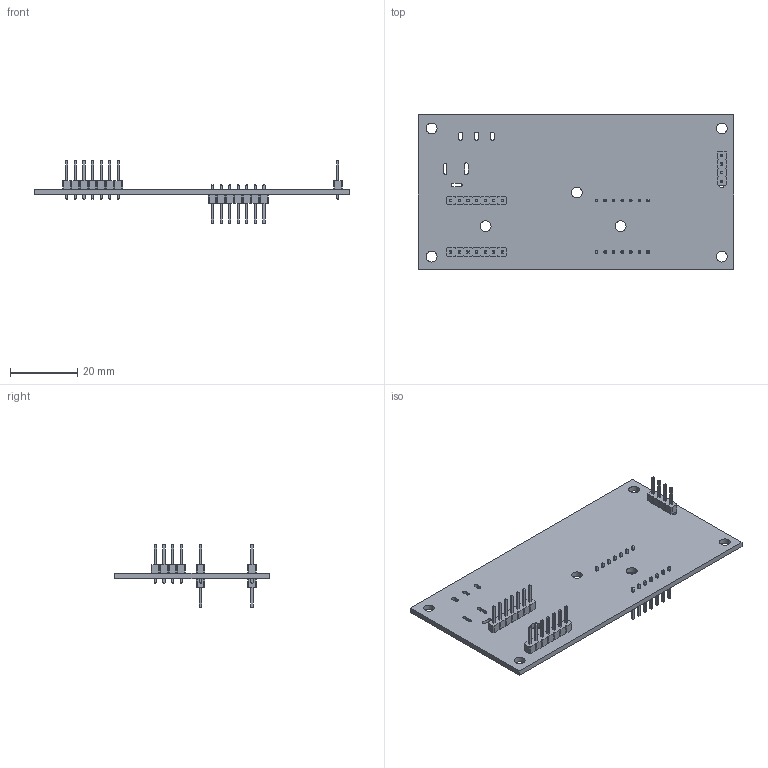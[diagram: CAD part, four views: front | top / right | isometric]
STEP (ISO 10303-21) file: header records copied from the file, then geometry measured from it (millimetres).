
FILE_DESCRIPTION(('KiCad electronic assembly'),'2;1');
FILE_NAME('test_jig.STEP','2023-01-31T22:10:46',('Pcbnew'),('Kicad'), 'Open CASCADE STEP processor 7.6','KiCad to STEP converter','Unknown' );
FILE_SCHEMA(('AUTOMOTIVE_DESIGN { 1 0 10303 214 1 1 1 1 }'));
Length unit declared in the file: millimetre
Products named in the file (6): test_jig 1; PinHeader_1x07_P2.54mm_Vertical; SOLID; PinHeader_1x04_P2.54mm_Vertical; test_jig PCB
Assembly tree (8 placements, depth 3):
  test_jig 1
    PinHeader_1x07_P2.54mm_Vertical  x4
      SOLID
    PinHeader_1x04_P2.54mm_Vertical
      SOLID
    test_jig PCB
Bounding box: 93.44 x 45.72 x 18.78 mm (x, y, z)
Volume: 7319.8 mm3; surface area: 10741.3 mm2
Topology: 6 solids, 6 shells, 857 faces, 2087 edges, 1306 vertices
Faces by surface type: bspline 788, cylinder 51, plane 18
Full cylindrical faces by diameter (mm): 0.75 x28, 1.3 x4, 3.2 x7
Entity records: 21263 total; most frequent: CARTESIAN_POINT 6207, B_SPLINE_CURVE_WITH_KNOTS 1950, ORIENTED_EDGE 1702, PCURVE 1702, DEFINITIONAL_REPRESENTATION 1702, DIRECTION 861, EDGE_CURVE 851, SURFACE_CURVE 812
